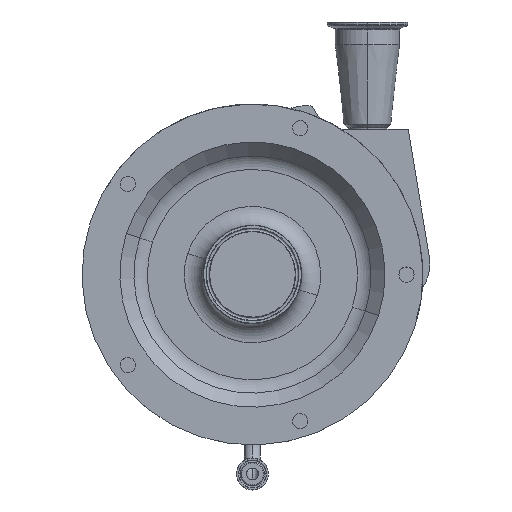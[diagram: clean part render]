
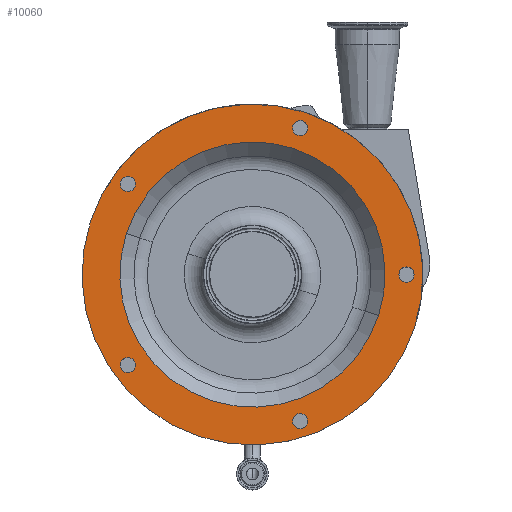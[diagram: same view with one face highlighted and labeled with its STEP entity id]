
A CAD part, top view. The second image highlights one B-rep face of the part: STEP entity #10060.
In plain terms, the highlighted planar face has unit normal (0, 0, 1).
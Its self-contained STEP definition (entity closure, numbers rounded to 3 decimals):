
#200 = VERTEX_POINT ( 'NONE', #7327 ) ;
#370 = CARTESIAN_POINT ( 'NONE',  ( -102.227, -66.856, 250.5 ) ) ;
#383 = CIRCLE ( 'NONE', #6290, 6. ) ;
#399 = CARTESIAN_POINT ( 'NONE',  ( -98.7, -71.71, 250.5 ) ) ;
#546 = EDGE_CURVE ( 'NONE', #13023, #8682, #5744, .T. ) ;
#636 = CARTESIAN_POINT ( 'NONE',  ( 99.861, -32.447, 250.5 ) ) ;
#699 = CARTESIAN_POINT ( 'NONE',  ( -95.173, -76.564, 250.5 ) ) ;
#1141 = ORIENTED_EDGE ( 'NONE', *, *, #5557, .F. ) ;
#1268 = CIRCLE ( 'NONE', #4660, 6. ) ;
#1352 = EDGE_CURVE ( 'NONE', #15210, #5365, #383, .T. ) ;
#1575 = CARTESIAN_POINT ( 'NONE',  ( 128.393, -41.717, 250.5 ) ) ;
#1677 = EDGE_LOOP ( 'NONE', ( #3149, #10213 ) ) ;
#1682 = CIRCLE ( 'NONE', #6732, 135. ) ;
#1727 = CARTESIAN_POINT ( 'NONE',  ( -98.7, 71.71, 250.5 ) ) ;
#1785 = CARTESIAN_POINT ( 'NONE',  ( 31.994, 117.883, 250.5 ) ) ;
#2079 = ORIENTED_EDGE ( 'NONE', *, *, #5841, .F. ) ;
#2263 = DIRECTION ( 'NONE',  ( 0.951, -0.309, 0. ) ) ;
#2335 = FACE_BOUND ( 'NONE', #3868, .T. ) ;
#2567 = VERTEX_POINT ( 'NONE', #1575 ) ;
#2572 = ORIENTED_EDGE ( 'NONE', *, *, #12776, .F. ) ;
#2850 = DIRECTION ( 'NONE',  ( 0.588, 0.809, 0. ) ) ;
#3101 = CIRCLE ( 'NONE', #4208, 6. ) ;
#3149 = ORIENTED_EDGE ( 'NONE', *, *, #546, .F. ) ;
#3233 = AXIS2_PLACEMENT_3D ( 'NONE', #1727, #8154, #14925 ) ;
#3275 = CARTESIAN_POINT ( 'NONE',  ( -95.173, 76.564, 250.5 ) ) ;
#3745 = FACE_OUTER_BOUND ( 'NONE', #6020, .T. ) ;
#3763 = DIRECTION ( 'NONE',  ( 0., 0., 1. ) ) ;
#3868 = EDGE_LOOP ( 'NONE', ( #17155, #16042 ) ) ;
#3997 = DIRECTION ( 'NONE',  ( 0., 0., -1. ) ) ;
#4208 = AXIS2_PLACEMENT_3D ( 'NONE', #6495, #9054, #5182 ) ;
#4391 = CARTESIAN_POINT ( 'NONE',  ( -98.7, -71.71, 250.5 ) ) ;
#4618 = CARTESIAN_POINT ( 'NONE',  ( -128.393, 41.717, 250.5 ) ) ;
#4660 = AXIS2_PLACEMENT_3D ( 'NONE', #7248, #15341, #16478 ) ;
#4772 = ORIENTED_EDGE ( 'NONE', *, *, #1352, .F. ) ;
#4813 = DIRECTION ( 'NONE',  ( 0., 0., 1. ) ) ;
#4913 = CARTESIAN_POINT ( 'NONE',  ( 0., 0., 250.5 ) ) ;
#4917 = CARTESIAN_POINT ( 'NONE',  ( 0., 0., 250.5 ) ) ;
#4956 = ORIENTED_EDGE ( 'NONE', *, *, #17266, .T. ) ;
#4983 = FACE_BOUND ( 'NONE', #10595, .T. ) ;
#5018 = CARTESIAN_POINT ( 'NONE',  ( 122., -6., 250.5 ) ) ;
#5182 = DIRECTION ( 'NONE',  ( -0.951, -0.309, 0. ) ) ;
#5365 = VERTEX_POINT ( 'NONE', #699 ) ;
#5469 = CARTESIAN_POINT ( 'NONE',  ( 0., 0., 250.5 ) ) ;
#5557 = EDGE_CURVE ( 'NONE', #10046, #14878, #3101, .T. ) ;
#5702 = CARTESIAN_POINT ( 'NONE',  ( 37.7, -116.029, 250.5 ) ) ;
#5744 = CIRCLE ( 'NONE', #14430, 105. ) ;
#5841 = EDGE_CURVE ( 'NONE', #14878, #10046, #10953, .T. ) ;
#5892 = DIRECTION ( 'NONE',  ( 0., 0., 1. ) ) ;
#5908 = CIRCLE ( 'NONE', #7041, 135. ) ;
#5967 = DIRECTION ( 'NONE',  ( 0., -1., 0. ) ) ;
#6020 = EDGE_LOOP ( 'NONE', ( #4956, #8287 ) ) ;
#6036 = ORIENTED_EDGE ( 'NONE', *, *, #9721, .F. ) ;
#6061 = EDGE_CURVE ( 'NONE', #10223, #2567, #5908, .T. ) ;
#6071 = DIRECTION ( 'NONE',  ( 0., -1., 0. ) ) ;
#6141 = DIRECTION ( 'NONE',  ( 0., 0., 1. ) ) ;
#6256 = AXIS2_PLACEMENT_3D ( 'NONE', #11361, #5892, #11447 ) ;
#6290 = AXIS2_PLACEMENT_3D ( 'NONE', #4391, #10892, #12126 ) ;
#6422 = EDGE_CURVE ( 'NONE', #13462, #15709, #7317, .T. ) ;
#6495 = CARTESIAN_POINT ( 'NONE',  ( 37.7, -116.029, 250.5 ) ) ;
#6732 = AXIS2_PLACEMENT_3D ( 'NONE', #5469, #14863, #11980 ) ;
#6769 = AXIS2_PLACEMENT_3D ( 'NONE', #399, #4813, #14025 ) ;
#6890 = DIRECTION ( 'NONE',  ( 0., 0., 1. ) ) ;
#6959 = DIRECTION ( 'NONE',  ( 0., 0., 1. ) ) ;
#7038 = EDGE_LOOP ( 'NONE', ( #11497, #15954 ) ) ;
#7041 = AXIS2_PLACEMENT_3D ( 'NONE', #4913, #10440, #2263 ) ;
#7248 = CARTESIAN_POINT ( 'NONE',  ( 37.7, 116.029, 250.5 ) ) ;
#7317 = CIRCLE ( 'NONE', #17130, 6. ) ;
#7327 = CARTESIAN_POINT ( 'NONE',  ( -102.227, 66.856, 250.5 ) ) ;
#7473 = VERTEX_POINT ( 'NONE', #3275 ) ;
#8154 = DIRECTION ( 'NONE',  ( 0., 0., 1. ) ) ;
#8158 = EDGE_CURVE ( 'NONE', #5365, #15210, #10979, .T. ) ;
#8287 = ORIENTED_EDGE ( 'NONE', *, *, #6061, .T. ) ;
#8421 = ORIENTED_EDGE ( 'NONE', *, *, #8158, .F. ) ;
#8506 = AXIS2_PLACEMENT_3D ( 'NONE', #11274, #6890, #6071 ) ;
#8572 = CIRCLE ( 'NONE', #3233, 6. ) ;
#8682 = VERTEX_POINT ( 'NONE', #13045 ) ;
#8812 = EDGE_LOOP ( 'NONE', ( #1141, #2079 ) ) ;
#9054 = DIRECTION ( 'NONE',  ( 0., 0., 1. ) ) ;
#9071 = CIRCLE ( 'NONE', #14684, 6. ) ;
#9669 = DIRECTION ( 'NONE',  ( 0., 0., 1. ) ) ;
#9721 = EDGE_CURVE ( 'NONE', #200, #7473, #8572, .T. ) ;
#10046 = VERTEX_POINT ( 'NONE', #17363 ) ;
#10060 = ADVANCED_FACE ( 'NONE', ( #3745, #17026, #10341, #4983, #14380, #2335, #10682 ), #13405, .F. ) ;
#10213 = ORIENTED_EDGE ( 'NONE', *, *, #16194, .F. ) ;
#10223 = VERTEX_POINT ( 'NONE', #4618 ) ;
#10254 = EDGE_CURVE ( 'NONE', #15245, #14151, #1268, .T. ) ;
#10341 = FACE_BOUND ( 'NONE', #8812, .T. ) ;
#10440 = DIRECTION ( 'NONE',  ( 0., 0., 1. ) ) ;
#10542 = AXIS2_PLACEMENT_3D ( 'NONE', #13495, #3997, #13583 ) ;
#10595 = EDGE_LOOP ( 'NONE', ( #4772, #8421 ) ) ;
#10682 = FACE_BOUND ( 'NONE', #1677, .T. ) ;
#10892 = DIRECTION ( 'NONE',  ( 0., 0., 1. ) ) ;
#10939 = CARTESIAN_POINT ( 'NONE',  ( -98.7, 71.71, 250.5 ) ) ;
#10953 = CIRCLE ( 'NONE', #12358, 6. ) ;
#10979 = CIRCLE ( 'NONE', #6769, 6. ) ;
#11010 = DIRECTION ( 'NONE',  ( 0.951, -0.309, 0. ) ) ;
#11274 = CARTESIAN_POINT ( 'NONE',  ( 122., 0., 250.5 ) ) ;
#11361 = CARTESIAN_POINT ( 'NONE',  ( 37.7, 116.029, 250.5 ) ) ;
#11391 = EDGE_CURVE ( 'NONE', #15709, #13462, #14959, .T. ) ;
#11447 = DIRECTION ( 'NONE',  ( 0.951, -0.309, 0. ) ) ;
#11497 = ORIENTED_EDGE ( 'NONE', *, *, #11391, .F. ) ;
#11557 = EDGE_CURVE ( 'NONE', #14151, #15245, #11611, .T. ) ;
#11611 = CIRCLE ( 'NONE', #6256, 6. ) ;
#11980 = DIRECTION ( 'NONE',  ( 0.951, -0.309, 0. ) ) ;
#12124 = DIRECTION ( 'NONE',  ( -0.951, -0.309, 0. ) ) ;
#12126 = DIRECTION ( 'NONE',  ( -0.588, 0.809, 0. ) ) ;
#12358 = AXIS2_PLACEMENT_3D ( 'NONE', #5702, #9669, #12124 ) ;
#12482 = CARTESIAN_POINT ( 'NONE',  ( 122., 0., 250.5 ) ) ;
#12776 = EDGE_CURVE ( 'NONE', #7473, #200, #9071, .T. ) ;
#13023 = VERTEX_POINT ( 'NONE', #636 ) ;
#13045 = CARTESIAN_POINT ( 'NONE',  ( -99.861, 32.447, 250.5 ) ) ;
#13405 = PLANE ( 'NONE',  #10542 ) ;
#13462 = VERTEX_POINT ( 'NONE', #15664 ) ;
#13495 = CARTESIAN_POINT ( 'NONE',  ( 12.052, 37.091, 250.5 ) ) ;
#13583 = DIRECTION ( 'NONE',  ( 0., -1., 0. ) ) ;
#13642 = CARTESIAN_POINT ( 'NONE',  ( 0., 0., 250.5 ) ) ;
#14025 = DIRECTION ( 'NONE',  ( -0.588, 0.809, 0. ) ) ;
#14151 = VERTEX_POINT ( 'NONE', #17361 ) ;
#14380 = FACE_BOUND ( 'NONE', #15385, .T. ) ;
#14396 = DIRECTION ( 'NONE',  ( 0.951, -0.309, 0. ) ) ;
#14430 = AXIS2_PLACEMENT_3D ( 'NONE', #13642, #6959, #11010 ) ;
#14684 = AXIS2_PLACEMENT_3D ( 'NONE', #10939, #16388, #2850 ) ;
#14863 = DIRECTION ( 'NONE',  ( 0., 0., 1. ) ) ;
#14878 = VERTEX_POINT ( 'NONE', #15528 ) ;
#14925 = DIRECTION ( 'NONE',  ( 0.588, 0.809, 0. ) ) ;
#14959 = CIRCLE ( 'NONE', #8506, 6. ) ;
#15210 = VERTEX_POINT ( 'NONE', #370 ) ;
#15245 = VERTEX_POINT ( 'NONE', #1785 ) ;
#15341 = DIRECTION ( 'NONE',  ( 0., 0., 1. ) ) ;
#15385 = EDGE_LOOP ( 'NONE', ( #2572, #6036 ) ) ;
#15528 = CARTESIAN_POINT ( 'NONE',  ( 43.406, -114.175, 250.5 ) ) ;
#15664 = CARTESIAN_POINT ( 'NONE',  ( 122., 6., 250.5 ) ) ;
#15709 = VERTEX_POINT ( 'NONE', #5018 ) ;
#15954 = ORIENTED_EDGE ( 'NONE', *, *, #6422, .F. ) ;
#16042 = ORIENTED_EDGE ( 'NONE', *, *, #10254, .F. ) ;
#16194 = EDGE_CURVE ( 'NONE', #8682, #13023, #17125, .T. ) ;
#16388 = DIRECTION ( 'NONE',  ( 0., 0., 1. ) ) ;
#16478 = DIRECTION ( 'NONE',  ( 0.951, -0.309, 0. ) ) ;
#16855 = AXIS2_PLACEMENT_3D ( 'NONE', #4917, #3763, #14396 ) ;
#17026 = FACE_BOUND ( 'NONE', #7038, .T. ) ;
#17125 = CIRCLE ( 'NONE', #16855, 105. ) ;
#17130 = AXIS2_PLACEMENT_3D ( 'NONE', #12482, #6141, #5967 ) ;
#17155 = ORIENTED_EDGE ( 'NONE', *, *, #11557, .F. ) ;
#17266 = EDGE_CURVE ( 'NONE', #2567, #10223, #1682, .T. ) ;
#17361 = CARTESIAN_POINT ( 'NONE',  ( 43.406, 114.175, 250.5 ) ) ;
#17363 = CARTESIAN_POINT ( 'NONE',  ( 31.994, -117.883, 250.5 ) ) ;
